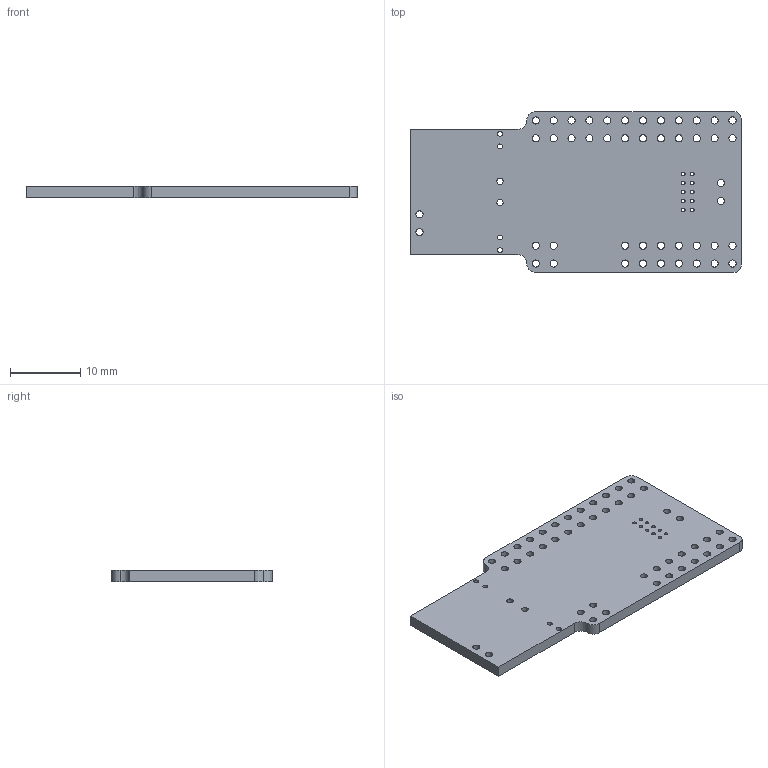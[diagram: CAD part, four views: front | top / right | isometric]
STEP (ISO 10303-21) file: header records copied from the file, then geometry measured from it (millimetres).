
FILE_DESCRIPTION(('KiCad electronic assembly'),'2;1');
FILE_NAME('nrf52840-breakout-mdbt50q.step','2022-02-11T23:42:59',( 'Pcbnew'),('Kicad'),'Open CASCADE STEP processor 7.5', 'KiCad to STEP converter','Unknown');
FILE_SCHEMA(('AUTOMOTIVE_DESIGN { 1 0 10303 214 1 1 1 1 }'));
Length unit declared in the file: millimetre
Products named in the file (2): nrf52840-breakout-mdbt50q 1; nrf52840-breakout-mdbt50q PCB
Assembly tree (1 placements, depth 2):
  nrf52840-breakout-mdbt50q 1
    nrf52840-breakout-mdbt50q PCB
Bounding box: 46.99 x 22.86 x 1.6 mm (x, y, z)
Volume: 1516.2 mm3; surface area: 2397.4 mm2
Topology: 1 solids, 1 shells, 76 faces, 222 edges, 148 vertices
Faces by surface type: cylinder 68, plane 8
Full cylindrical faces by diameter (mm): 0.508 x10, 0.7 x4, 0.9 x2, 1.016 x46
Entity records: 5783 total; most frequent: DIRECTION 958, CARTESIAN_POINT 892, ORIENTED_EDGE 444, PCURVE 444, DEFINITIONAL_REPRESENTATION 444, LINE 394, VECTOR 394, CIRCLE 272
